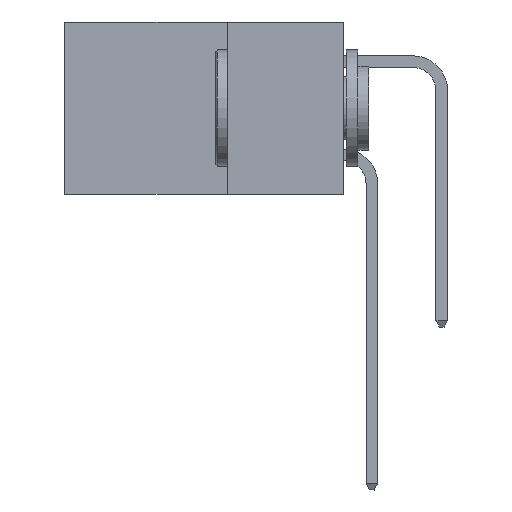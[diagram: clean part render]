
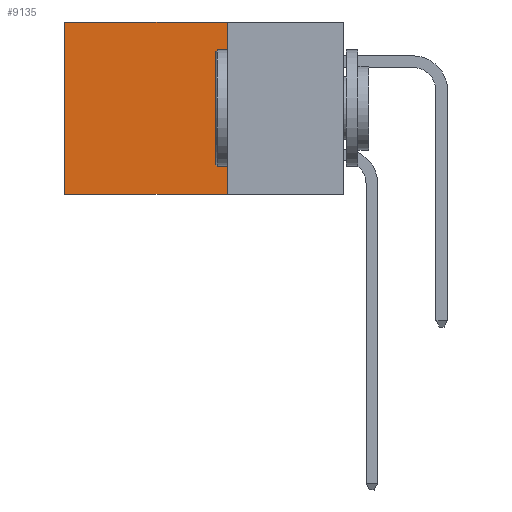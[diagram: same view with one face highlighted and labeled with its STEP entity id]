
A CAD part, left-side view. The second image highlights one B-rep face of the part: STEP entity #9135.
In plain terms, the highlighted planar face has unit normal (-1, 0, 0).
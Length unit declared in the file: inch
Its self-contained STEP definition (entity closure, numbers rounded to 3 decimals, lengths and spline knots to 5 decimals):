
#7 = VECTOR ( 'NONE', #10737, 39.37008 ) ;
#85 = VERTEX_POINT ( 'NONE', #10926 ) ;
#222 = ORIENTED_EDGE ( 'NONE', *, *, #7334, .F. ) ;
#422 = EDGE_LOOP ( 'NONE', ( #12969, #12680, #222, #12801 ) ) ;
#593 = EDGE_CURVE ( 'NONE', #85, #13700, #9160, .T. ) ;
#1198 = PLANE ( 'NONE',  #5502 ) ;
#1411 = FACE_OUTER_BOUND ( 'NONE', #422, .T. ) ;
#2547 = CARTESIAN_POINT ( 'NONE',  ( 0.298, 0.25, -0.37 ) ) ;
#2563 = CARTESIAN_POINT ( 'NONE',  ( 0.298, 0.25, 0. ) ) ;
#2880 = EDGE_CURVE ( 'NONE', #9592, #13700, #13678, .T. ) ;
#3206 = EDGE_CURVE ( 'NONE', #8444, #9592, #9879, .T. ) ;
#3300 = CARTESIAN_POINT ( 'NONE',  ( 0.298, 0.25, 0. ) ) ;
#3333 = DIRECTION ( 'NONE',  ( 1., 0., 0. ) ) ;
#4035 = DIRECTION ( 'NONE',  ( 0., 0., -1. ) ) ;
#4136 = CARTESIAN_POINT ( 'NONE',  ( 0.298, 0.6, 0. ) ) ;
#4243 = VECTOR ( 'NONE', #12061, 39.37008 ) ;
#5502 = AXIS2_PLACEMENT_3D ( 'NONE', #9713, #3333, #10788 ) ;
#6098 = CARTESIAN_POINT ( 'NONE',  ( 0.298, 0.25, 0. ) ) ;
#7169 = CARTESIAN_POINT ( 'NONE',  ( 0.298, 0.6, -0.37 ) ) ;
#7334 = EDGE_CURVE ( 'NONE', #8444, #85, #10115, .T. ) ;
#8444 = VERTEX_POINT ( 'NONE', #3300 ) ;
#8447 = VECTOR ( 'NONE', #4035, 39.37008 ) ;
#9135 = ADVANCED_FACE ( 'NONE', ( #1411 ), #1198, .F. ) ;
#9160 = LINE ( 'NONE', #2547, #7 ) ;
#9592 = VERTEX_POINT ( 'NONE', #4136 ) ;
#9713 = CARTESIAN_POINT ( 'NONE',  ( 0.298, 0.25, 0. ) ) ;
#9879 = LINE ( 'NONE', #6098, #4243 ) ;
#10115 = LINE ( 'NONE', #2563, #12550 ) ;
#10737 = DIRECTION ( 'NONE',  ( 0., 1., 0. ) ) ;
#10788 = DIRECTION ( 'NONE',  ( 0., 0., -1. ) ) ;
#10926 = CARTESIAN_POINT ( 'NONE',  ( 0.298, 0.25, -0.37 ) ) ;
#11096 = DIRECTION ( 'NONE',  ( 0., 0., -1. ) ) ;
#11886 = CARTESIAN_POINT ( 'NONE',  ( 0.298, 0.6, 0. ) ) ;
#12061 = DIRECTION ( 'NONE',  ( 0., 1., 0. ) ) ;
#12550 = VECTOR ( 'NONE', #11096, 39.37008 ) ;
#12680 = ORIENTED_EDGE ( 'NONE', *, *, #593, .F. ) ;
#12801 = ORIENTED_EDGE ( 'NONE', *, *, #3206, .T. ) ;
#12969 = ORIENTED_EDGE ( 'NONE', *, *, #2880, .T. ) ;
#13678 = LINE ( 'NONE', #11886, #8447 ) ;
#13700 = VERTEX_POINT ( 'NONE', #7169 ) ;
